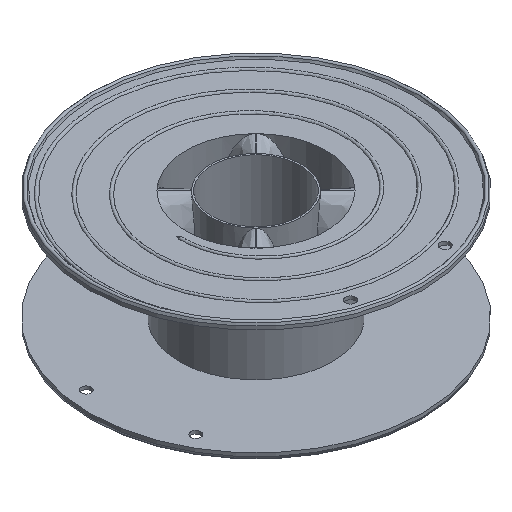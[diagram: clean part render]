
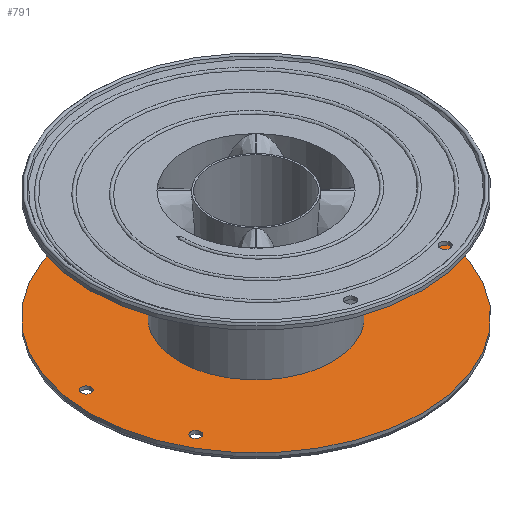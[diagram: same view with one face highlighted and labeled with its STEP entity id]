
A CAD part, isometric view. The second image highlights one B-rep face of the part: STEP entity #791.
In plain terms, the highlighted planar face has unit normal (0, 0, 1).
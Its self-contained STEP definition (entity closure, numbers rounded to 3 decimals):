
#32=FACE_BOUND('',#209,.T.);
#33=FACE_BOUND('',#210,.T.);
#34=FACE_BOUND('',#211,.T.);
#42=PLANE('',#883);
#144=FACE_OUTER_BOUND('',#208,.T.);
#208=EDGE_LOOP('',(#695));
#209=EDGE_LOOP('',(#696));
#210=EDGE_LOOP('',(#697));
#211=EDGE_LOOP('',(#698));
#283=CIRCLE('',#813,3.);
#285=CIRCLE('',#816,3.);
#321=CIRCLE('',#882,100.);
#322=CIRCLE('',#884,46.15);
#325=VERTEX_POINT('',#1084);
#327=VERTEX_POINT('',#1090);
#387=VERTEX_POINT('',#4212);
#388=VERTEX_POINT('',#4216);
#391=EDGE_CURVE('',#325,#325,#283,.T.);
#394=EDGE_CURVE('',#327,#327,#285,.T.);
#492=EDGE_CURVE('',#387,#387,#321,.T.);
#494=EDGE_CURVE('',#388,#388,#322,.T.);
#695=ORIENTED_EDGE('',*,*,#492,.T.);
#696=ORIENTED_EDGE('',*,*,#391,.T.);
#697=ORIENTED_EDGE('',*,*,#394,.T.);
#698=ORIENTED_EDGE('',*,*,#494,.F.);
#791=ADVANCED_FACE('',(#144,#32,#33,#34),#42,.T.);
#813=AXIS2_PLACEMENT_3D('',#1085,#895,#896);
#816=AXIS2_PLACEMENT_3D('',#1091,#902,#903);
#882=AXIS2_PLACEMENT_3D('',#4213,#1061,#1062);
#883=AXIS2_PLACEMENT_3D('',#4215,#1064,#1065);
#884=AXIS2_PLACEMENT_3D('',#4217,#1066,#1067);
#895=DIRECTION('center_axis',(0.,0.,-1.));
#896=DIRECTION('ref_axis',(-0.174,0.985,0.));
#902=DIRECTION('center_axis',(0.,0.,-1.));
#903=DIRECTION('ref_axis',(-0.174,0.985,0.));
#1061=DIRECTION('center_axis',(0.,0.,1.));
#1062=DIRECTION('ref_axis',(1.,0.,0.));
#1064=DIRECTION('center_axis',(0.,0.,1.));
#1065=DIRECTION('ref_axis',(1.,0.,0.));
#1066=DIRECTION('center_axis',(0.,0.,1.));
#1067=DIRECTION('ref_axis',(1.,0.,0.));
#1084=CARTESIAN_POINT('',(-78.601,-45.845,-32.));
#1085=CARTESIAN_POINT('Origin',(-79.122,-42.891,-32.));
#1090=CARTESIAN_POINT('',(-88.499,10.289,-32.));
#1091=CARTESIAN_POINT('Origin',(-89.02,13.243,-32.));
#4212=CARTESIAN_POINT('',(-100.,0.,-32.));
#4213=CARTESIAN_POINT('Origin',(0.,0.,-32.));
#4215=CARTESIAN_POINT('Origin',(46.15,0.,-32.));
#4216=CARTESIAN_POINT('',(-46.15,0.,-32.));
#4217=CARTESIAN_POINT('Origin',(0.,0.,-32.));
